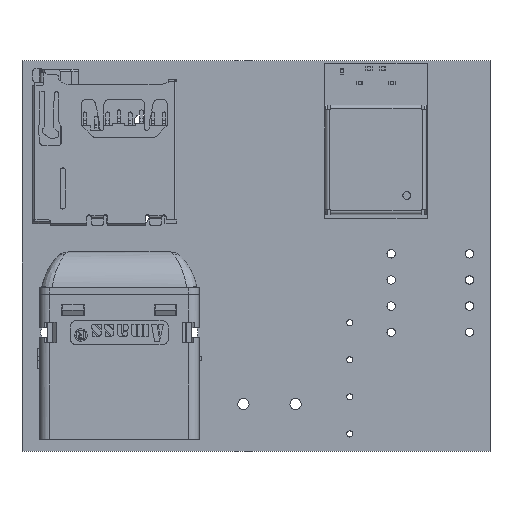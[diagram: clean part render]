
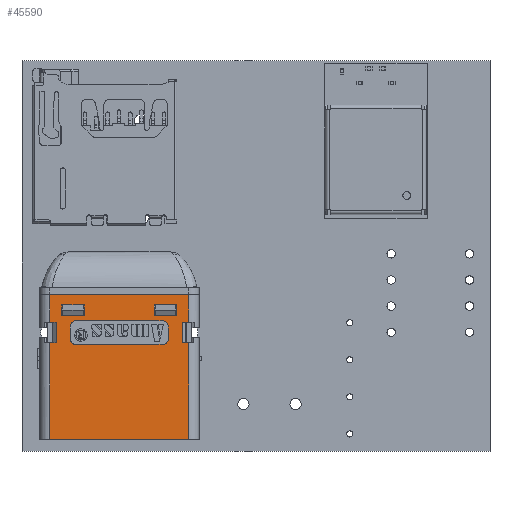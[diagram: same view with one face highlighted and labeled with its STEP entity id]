
A CAD part, top view. The second image highlights one B-rep face of the part: STEP entity #45590.
In plain terms, the highlighted face is planar.
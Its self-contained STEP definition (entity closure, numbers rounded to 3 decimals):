
#44457 = EDGE_CURVE('',#44458,#44460,#44462,.T.);
#44458 = VERTEX_POINT('',#44459);
#44459 = CARTESIAN_POINT('',(6.75,-14.,-8.1));
#44460 = VERTEX_POINT('',#44461);
#44461 = CARTESIAN_POINT('',(6.75,-4.65,-8.1));
#44462 = LINE('',#44463,#44464);
#44463 = CARTESIAN_POINT('',(6.75,-14.,-8.1));
#44464 = VECTOR('',#44465,1.);
#44465 = DIRECTION('',(0.,1.,0.));
#44593 = VERTEX_POINT('',#44594);
#44594 = CARTESIAN_POINT('',(-6.75,-4.65,-8.1));
#44601 = EDGE_CURVE('',#44593,#44602,#44604,.T.);
#44602 = VERTEX_POINT('',#44603);
#44603 = CARTESIAN_POINT('',(-6.75,-14.,-8.1));
#44604 = LINE('',#44605,#44606);
#44605 = CARTESIAN_POINT('',(-6.75,-14.,-8.1));
#44606 = VECTOR('',#44607,1.);
#44607 = DIRECTION('',(-0.,-1.,-0.));
#44867 = EDGE_CURVE('',#44602,#44458,#44868,.T.);
#44868 = LINE('',#44869,#44870);
#44869 = CARTESIAN_POINT('',(0.,-14.,-8.1));
#44870 = VECTOR('',#44871,1.);
#44871 = DIRECTION('',(1.,0.,0.));
#45590 = ADVANCED_FACE('',(#45591,#45666,#45736,#45770),#45804,.F.);
#45591 = FACE_BOUND('',#45592,.T.);
#45592 = EDGE_LOOP('',(#45593,#45594,#45602,#45610,#45618,#45626,#45634,
    #45642,#45650,#45658,#45664,#45665));
#45593 = ORIENTED_EDGE('',*,*,#44601,.F.);
#45594 = ORIENTED_EDGE('',*,*,#45595,.F.);
#45595 = EDGE_CURVE('',#45596,#44593,#45598,.T.);
#45596 = VERTEX_POINT('',#45597);
#45597 = CARTESIAN_POINT('',(-6.15,-4.65,-8.1));
#45598 = LINE('',#45599,#45600);
#45599 = CARTESIAN_POINT('',(7.75,-4.65,-8.1));
#45600 = VECTOR('',#45601,1.);
#45601 = DIRECTION('',(-1.,-0.,0.));
#45602 = ORIENTED_EDGE('',*,*,#45603,.F.);
#45603 = EDGE_CURVE('',#45604,#45596,#45606,.T.);
#45604 = VERTEX_POINT('',#45605);
#45605 = CARTESIAN_POINT('',(-6.15,-2.65,-8.1));
#45606 = LINE('',#45607,#45608);
#45607 = CARTESIAN_POINT('',(-6.15,-14.,-8.1));
#45608 = VECTOR('',#45609,1.);
#45609 = DIRECTION('',(-0.,-1.,-0.));
#45610 = ORIENTED_EDGE('',*,*,#45611,.F.);
#45611 = EDGE_CURVE('',#45612,#45604,#45614,.T.);
#45612 = VERTEX_POINT('',#45613);
#45613 = CARTESIAN_POINT('',(-6.75,-2.65,-8.1));
#45614 = LINE('',#45615,#45616);
#45615 = CARTESIAN_POINT('',(7.75,-2.65,-8.1));
#45616 = VECTOR('',#45617,1.);
#45617 = DIRECTION('',(1.,0.,0.));
#45618 = ORIENTED_EDGE('',*,*,#45619,.F.);
#45619 = EDGE_CURVE('',#45620,#45612,#45622,.T.);
#45620 = VERTEX_POINT('',#45621);
#45621 = CARTESIAN_POINT('',(-6.75,0.05,-8.1));
#45622 = LINE('',#45623,#45624);
#45623 = CARTESIAN_POINT('',(-6.75,-14.,-8.1));
#45624 = VECTOR('',#45625,1.);
#45625 = DIRECTION('',(-0.,-1.,-0.));
#45626 = ORIENTED_EDGE('',*,*,#45627,.F.);
#45627 = EDGE_CURVE('',#45628,#45620,#45630,.T.);
#45628 = VERTEX_POINT('',#45629);
#45629 = CARTESIAN_POINT('',(6.75,0.05,-8.1));
#45630 = LINE('',#45631,#45632);
#45631 = CARTESIAN_POINT('',(7.75,0.05,-8.1));
#45632 = VECTOR('',#45633,1.);
#45633 = DIRECTION('',(-1.,-0.,0.));
#45634 = ORIENTED_EDGE('',*,*,#45635,.F.);
#45635 = EDGE_CURVE('',#45636,#45628,#45638,.T.);
#45636 = VERTEX_POINT('',#45637);
#45637 = CARTESIAN_POINT('',(6.75,-2.65,-8.1));
#45638 = LINE('',#45639,#45640);
#45639 = CARTESIAN_POINT('',(6.75,-14.,-8.1));
#45640 = VECTOR('',#45641,1.);
#45641 = DIRECTION('',(0.,1.,0.));
#45642 = ORIENTED_EDGE('',*,*,#45643,.F.);
#45643 = EDGE_CURVE('',#45644,#45636,#45646,.T.);
#45644 = VERTEX_POINT('',#45645);
#45645 = CARTESIAN_POINT('',(6.15,-2.65,-8.1));
#45646 = LINE('',#45647,#45648);
#45647 = CARTESIAN_POINT('',(7.75,-2.65,-8.1));
#45648 = VECTOR('',#45649,1.);
#45649 = DIRECTION('',(1.,0.,0.));
#45650 = ORIENTED_EDGE('',*,*,#45651,.F.);
#45651 = EDGE_CURVE('',#45652,#45644,#45654,.T.);
#45652 = VERTEX_POINT('',#45653);
#45653 = CARTESIAN_POINT('',(6.15,-4.65,-8.1));
#45654 = LINE('',#45655,#45656);
#45655 = CARTESIAN_POINT('',(6.15,-14.,-8.1));
#45656 = VECTOR('',#45657,1.);
#45657 = DIRECTION('',(0.,1.,0.));
#45658 = ORIENTED_EDGE('',*,*,#45659,.F.);
#45659 = EDGE_CURVE('',#44460,#45652,#45660,.T.);
#45660 = LINE('',#45661,#45662);
#45661 = CARTESIAN_POINT('',(7.75,-4.65,-8.1));
#45662 = VECTOR('',#45663,1.);
#45663 = DIRECTION('',(-1.,-0.,0.));
#45664 = ORIENTED_EDGE('',*,*,#44457,.F.);
#45665 = ORIENTED_EDGE('',*,*,#44867,.F.);
#45666 = FACE_BOUND('',#45667,.T.);
#45667 = EDGE_LOOP('',(#45668,#45679,#45687,#45696,#45704,#45713,#45721,
    #45730));
#45668 = ORIENTED_EDGE('',*,*,#45669,.F.);
#45669 = EDGE_CURVE('',#45670,#45672,#45674,.T.);
#45670 = VERTEX_POINT('',#45671);
#45671 = CARTESIAN_POINT('',(4.25,-2.5,-8.1));
#45672 = VERTEX_POINT('',#45673);
#45673 = CARTESIAN_POINT('',(4.75,-3.,-8.1));
#45674 = CIRCLE('',#45675,0.5);
#45675 = AXIS2_PLACEMENT_3D('',#45676,#45677,#45678);
#45676 = CARTESIAN_POINT('',(4.25,-3.,-8.1));
#45677 = DIRECTION('',(0.,-0.,-1.));
#45678 = DIRECTION('',(1.,0.,0.));
#45679 = ORIENTED_EDGE('',*,*,#45680,.F.);
#45680 = EDGE_CURVE('',#45681,#45670,#45683,.T.);
#45681 = VERTEX_POINT('',#45682);
#45682 = CARTESIAN_POINT('',(-4.25,-2.5,-8.1));
#45683 = LINE('',#45684,#45685);
#45684 = CARTESIAN_POINT('',(7.75,-2.5,-8.1));
#45685 = VECTOR('',#45686,1.);
#45686 = DIRECTION('',(1.,0.,0.));
#45687 = ORIENTED_EDGE('',*,*,#45688,.F.);
#45688 = EDGE_CURVE('',#45689,#45681,#45691,.T.);
#45689 = VERTEX_POINT('',#45690);
#45690 = CARTESIAN_POINT('',(-4.75,-3.,-8.1));
#45691 = CIRCLE('',#45692,0.5);
#45692 = AXIS2_PLACEMENT_3D('',#45693,#45694,#45695);
#45693 = CARTESIAN_POINT('',(-4.25,-3.,-8.1));
#45694 = DIRECTION('',(0.,-0.,-1.));
#45695 = DIRECTION('',(1.,0.,0.));
#45696 = ORIENTED_EDGE('',*,*,#45697,.F.);
#45697 = EDGE_CURVE('',#45698,#45689,#45700,.T.);
#45698 = VERTEX_POINT('',#45699);
#45699 = CARTESIAN_POINT('',(-4.75,-4.3,-8.1));
#45700 = LINE('',#45701,#45702);
#45701 = CARTESIAN_POINT('',(-4.75,-14.,-8.1));
#45702 = VECTOR('',#45703,1.);
#45703 = DIRECTION('',(0.,1.,0.));
#45704 = ORIENTED_EDGE('',*,*,#45705,.F.);
#45705 = EDGE_CURVE('',#45706,#45698,#45708,.T.);
#45706 = VERTEX_POINT('',#45707);
#45707 = CARTESIAN_POINT('',(-4.25,-4.8,-8.1));
#45708 = CIRCLE('',#45709,0.5);
#45709 = AXIS2_PLACEMENT_3D('',#45710,#45711,#45712);
#45710 = CARTESIAN_POINT('',(-4.25,-4.3,-8.1));
#45711 = DIRECTION('',(0.,-0.,-1.));
#45712 = DIRECTION('',(1.,0.,0.));
#45713 = ORIENTED_EDGE('',*,*,#45714,.F.);
#45714 = EDGE_CURVE('',#45715,#45706,#45717,.T.);
#45715 = VERTEX_POINT('',#45716);
#45716 = CARTESIAN_POINT('',(4.25,-4.8,-8.1));
#45717 = LINE('',#45718,#45719);
#45718 = CARTESIAN_POINT('',(7.75,-4.8,-8.1));
#45719 = VECTOR('',#45720,1.);
#45720 = DIRECTION('',(-1.,-0.,0.));
#45721 = ORIENTED_EDGE('',*,*,#45722,.F.);
#45722 = EDGE_CURVE('',#45723,#45715,#45725,.T.);
#45723 = VERTEX_POINT('',#45724);
#45724 = CARTESIAN_POINT('',(4.75,-4.3,-8.1));
#45725 = CIRCLE('',#45726,0.5);
#45726 = AXIS2_PLACEMENT_3D('',#45727,#45728,#45729);
#45727 = CARTESIAN_POINT('',(4.25,-4.3,-8.1));
#45728 = DIRECTION('',(0.,-0.,-1.));
#45729 = DIRECTION('',(1.,0.,0.));
#45730 = ORIENTED_EDGE('',*,*,#45731,.F.);
#45731 = EDGE_CURVE('',#45672,#45723,#45732,.T.);
#45732 = LINE('',#45733,#45734);
#45733 = CARTESIAN_POINT('',(4.75,-14.,-8.1));
#45734 = VECTOR('',#45735,1.);
#45735 = DIRECTION('',(-0.,-1.,-0.));
#45736 = FACE_BOUND('',#45737,.T.);
#45737 = EDGE_LOOP('',(#45738,#45748,#45756,#45764));
#45738 = ORIENTED_EDGE('',*,*,#45739,.F.);
#45739 = EDGE_CURVE('',#45740,#45742,#45744,.T.);
#45740 = VERTEX_POINT('',#45741);
#45741 = CARTESIAN_POINT('',(-3.4,-0.95,-8.1));
#45742 = VERTEX_POINT('',#45743);
#45743 = CARTESIAN_POINT('',(-3.4,-2.,-8.1));
#45744 = LINE('',#45745,#45746);
#45745 = CARTESIAN_POINT('',(-3.4,-14.,-8.1));
#45746 = VECTOR('',#45747,1.);
#45747 = DIRECTION('',(-0.,-1.,-0.));
#45748 = ORIENTED_EDGE('',*,*,#45749,.F.);
#45749 = EDGE_CURVE('',#45750,#45740,#45752,.T.);
#45750 = VERTEX_POINT('',#45751);
#45751 = CARTESIAN_POINT('',(-5.6,-0.95,-8.1));
#45752 = LINE('',#45753,#45754);
#45753 = CARTESIAN_POINT('',(7.75,-0.95,-8.1));
#45754 = VECTOR('',#45755,1.);
#45755 = DIRECTION('',(1.,0.,0.));
#45756 = ORIENTED_EDGE('',*,*,#45757,.T.);
#45757 = EDGE_CURVE('',#45750,#45758,#45760,.T.);
#45758 = VERTEX_POINT('',#45759);
#45759 = CARTESIAN_POINT('',(-5.6,-2.,-8.1));
#45760 = LINE('',#45761,#45762);
#45761 = CARTESIAN_POINT('',(-5.6,-0.95,-8.1));
#45762 = VECTOR('',#45763,1.);
#45763 = DIRECTION('',(-0.,-1.,0.));
#45764 = ORIENTED_EDGE('',*,*,#45765,.F.);
#45765 = EDGE_CURVE('',#45742,#45758,#45766,.T.);
#45766 = LINE('',#45767,#45768);
#45767 = CARTESIAN_POINT('',(6.75,-2.,-8.1));
#45768 = VECTOR('',#45769,1.);
#45769 = DIRECTION('',(-1.,-0.,-0.));
#45770 = FACE_BOUND('',#45771,.T.);
#45771 = EDGE_LOOP('',(#45772,#45782,#45790,#45798));
#45772 = ORIENTED_EDGE('',*,*,#45773,.F.);
#45773 = EDGE_CURVE('',#45774,#45776,#45778,.T.);
#45774 = VERTEX_POINT('',#45775);
#45775 = CARTESIAN_POINT('',(5.6,-0.95,-8.1));
#45776 = VERTEX_POINT('',#45777);
#45777 = CARTESIAN_POINT('',(5.6,-2.,-8.1));
#45778 = LINE('',#45779,#45780);
#45779 = CARTESIAN_POINT('',(5.6,-14.,-8.1));
#45780 = VECTOR('',#45781,1.);
#45781 = DIRECTION('',(-0.,-1.,-0.));
#45782 = ORIENTED_EDGE('',*,*,#45783,.F.);
#45783 = EDGE_CURVE('',#45784,#45774,#45786,.T.);
#45784 = VERTEX_POINT('',#45785);
#45785 = CARTESIAN_POINT('',(3.4,-0.95,-8.1));
#45786 = LINE('',#45787,#45788);
#45787 = CARTESIAN_POINT('',(7.75,-0.95,-8.1));
#45788 = VECTOR('',#45789,1.);
#45789 = DIRECTION('',(1.,0.,0.));
#45790 = ORIENTED_EDGE('',*,*,#45791,.F.);
#45791 = EDGE_CURVE('',#45792,#45784,#45794,.T.);
#45792 = VERTEX_POINT('',#45793);
#45793 = CARTESIAN_POINT('',(3.4,-2.,-8.1));
#45794 = LINE('',#45795,#45796);
#45795 = CARTESIAN_POINT('',(3.4,-14.,-8.1));
#45796 = VECTOR('',#45797,1.);
#45797 = DIRECTION('',(0.,1.,0.));
#45798 = ORIENTED_EDGE('',*,*,#45799,.F.);
#45799 = EDGE_CURVE('',#45776,#45792,#45800,.T.);
#45800 = LINE('',#45801,#45802);
#45801 = CARTESIAN_POINT('',(6.75,-2.,-8.1));
#45802 = VECTOR('',#45803,1.);
#45803 = DIRECTION('',(-1.,-0.,-0.));
#45804 = PLANE('',#45805);
#45805 = AXIS2_PLACEMENT_3D('',#45806,#45807,#45808);
#45806 = CARTESIAN_POINT('',(7.75,-14.,-8.1));
#45807 = DIRECTION('',(0.,-0.,1.));
#45808 = DIRECTION('',(1.,0.,0.));
